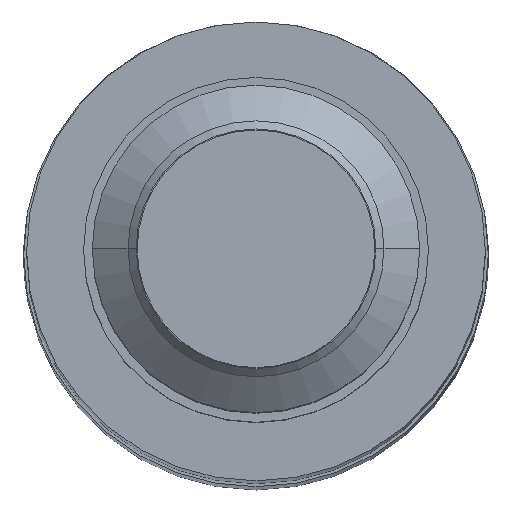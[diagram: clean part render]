
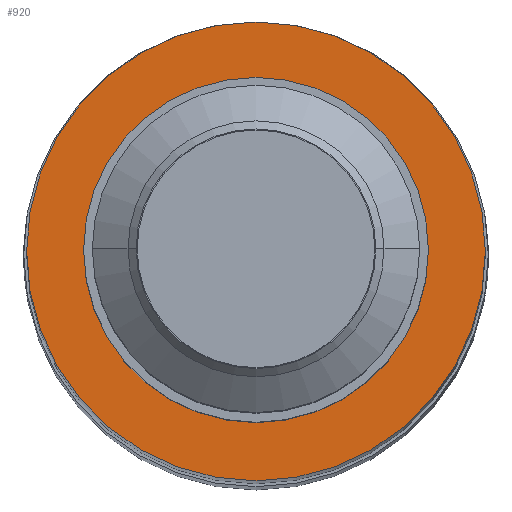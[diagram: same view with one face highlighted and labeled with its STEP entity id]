
A CAD part, top view. The second image highlights one B-rep face of the part: STEP entity #920.
In plain terms, the highlighted planar face has unit normal (0, 0, 1).
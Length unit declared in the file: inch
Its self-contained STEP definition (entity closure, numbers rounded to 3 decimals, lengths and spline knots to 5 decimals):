
#33 = CIRCLE ( 'NONE', #492, 0.0465 ) ;
#36 = EDGE_CURVE ( 'NONE', #789, #677, #170, .T. ) ;
#43 = DIRECTION ( 'NONE',  ( 1., 0., 0. ) ) ;
#123 = AXIS2_PLACEMENT_3D ( 'NONE', #307, #2056, #1901 ) ;
#170 = CIRCLE ( 'NONE', #1438, 0.0785 ) ;
#245 = FACE_OUTER_BOUND ( 'NONE', #687, .T. ) ;
#307 = CARTESIAN_POINT ( 'NONE',  ( 0., 0., -0.5118 ) ) ;
#323 = CARTESIAN_POINT ( 'NONE',  ( 0.0785, 0., -0.5118 ) ) ;
#373 = CARTESIAN_POINT ( 'NONE',  ( 0., 0., -0.5118 ) ) ;
#382 = DIRECTION ( 'NONE',  ( 1., 0., 0. ) ) ;
#452 = CARTESIAN_POINT ( 'NONE',  ( 0.0465, 0., -0.5118 ) ) ;
#481 = AXIS2_PLACEMENT_3D ( 'NONE', #373, #1765, #43 ) ;
#492 = AXIS2_PLACEMENT_3D ( 'NONE', #1674, #1558, #1523 ) ;
#585 = CARTESIAN_POINT ( 'NONE',  ( -0.0785, 0., -0.5118 ) ) ;
#677 = VERTEX_POINT ( 'NONE', #585 ) ;
#687 = EDGE_LOOP ( 'NONE', ( #1178, #1182 ) ) ;
#751 = CARTESIAN_POINT ( 'NONE',  ( 0., 0., -0.5118 ) ) ;
#789 = VERTEX_POINT ( 'NONE', #323 ) ;
#790 = FACE_BOUND ( 'NONE', #1695, .T. ) ;
#820 = CARTESIAN_POINT ( 'NONE',  ( -0.0465, 0., -0.5118 ) ) ;
#920 = ADVANCED_FACE ( 'Face2', ( #245, #790 ), #941, .T. ) ;
#941 = PLANE ( 'NONE',  #1168 ) ;
#987 = VERTEX_POINT ( 'NONE', #820 ) ;
#1009 = EDGE_CURVE ( 'Edge1', #1829, #987, #1206, .T. ) ;
#1013 = ORIENTED_EDGE ( 'NONE', *, *, #1009, .F. ) ;
#1142 = ORIENTED_EDGE ( 'NONE', *, *, #2147, .F. ) ;
#1168 = AXIS2_PLACEMENT_3D ( 'NONE', #1828, #2132, #2110 ) ;
#1178 = ORIENTED_EDGE ( 'NONE', *, *, #36, .T. ) ;
#1182 = ORIENTED_EDGE ( 'NONE', *, *, #1293, .T. ) ;
#1206 = CIRCLE ( 'NONE', #123, 0.0465 ) ;
#1293 = EDGE_CURVE ( 'NONE', #677, #789, #1456, .T. ) ;
#1438 = AXIS2_PLACEMENT_3D ( 'NONE', #751, #2116, #382 ) ;
#1456 = CIRCLE ( 'NONE', #481, 0.0785 ) ;
#1523 = DIRECTION ( 'NONE',  ( 1., 0., 0. ) ) ;
#1558 = DIRECTION ( 'NONE',  ( 0., 0., 1. ) ) ;
#1674 = CARTESIAN_POINT ( 'NONE',  ( 0., 0., -0.5118 ) ) ;
#1695 = EDGE_LOOP ( 'NONE', ( #1013, #1142 ) ) ;
#1765 = DIRECTION ( 'NONE',  ( 0., 0., 1. ) ) ;
#1828 = CARTESIAN_POINT ( 'NONE',  ( 0.0785, 0., -0.5118 ) ) ;
#1829 = VERTEX_POINT ( 'NONE', #452 ) ;
#1901 = DIRECTION ( 'NONE',  ( 1., 0., 0. ) ) ;
#2056 = DIRECTION ( 'NONE',  ( 0., 0., 1. ) ) ;
#2110 = DIRECTION ( 'NONE',  ( 1., 0., 0. ) ) ;
#2116 = DIRECTION ( 'NONE',  ( 0., 0., 1. ) ) ;
#2132 = DIRECTION ( 'NONE',  ( 0., 0., 1. ) ) ;
#2147 = EDGE_CURVE ( 'Edge1', #987, #1829, #33, .T. ) ;
